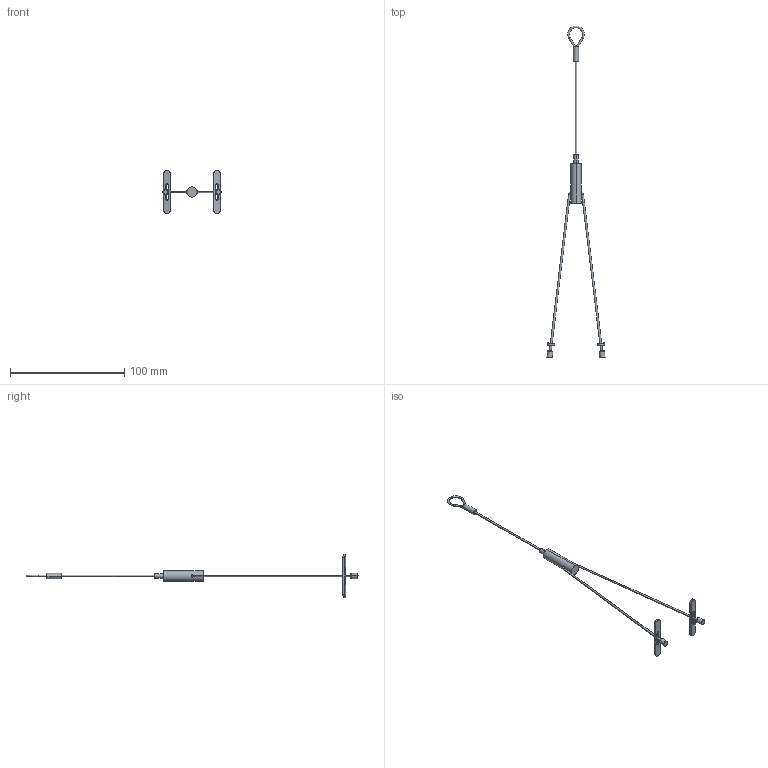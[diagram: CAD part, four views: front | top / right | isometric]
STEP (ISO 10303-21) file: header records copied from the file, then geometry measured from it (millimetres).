
FILE_DESCRIPTION((''),'2;1');
FILE_NAME('211397_ASM','2019-06-24T12:02:26',('pdmadmin'),('BANNER ENGINEERING'),'CREO PARAMETRIC BY PTC INC, 2018300','CREO PARAMETRIC BY PTC INC, 2018300','');
FILE_SCHEMA(('CONFIG_CONTROL_DESIGN'));
Length unit declared in the file: millimetre
Products named in the file (5): 212580-1; 212580-2; 212580-3; 212580-4; 211397_ASM
Assembly tree (5 placements, depth 2):
  211397_ASM
    212580-1
    212580-2
    212580-3
    212580-4  x2
Bounding box: 50.96 x 290.96 x 38 mm (x, y, z)
Volume: 4302.4 mm3; surface area: 5019 mm2
Topology: 5 solids, 5 shells, 68 faces, 142 edges, 88 vertices
Faces by surface type: cylinder 32, plane 22, torus 14
Entity records: 1757 total; most frequent: CARTESIAN_POINT 350, DIRECTION 316, ORIENTED_EDGE 236, AXIS2_PLACEMENT_3D 138, EDGE_CURVE 118, VERTEX_POINT 72, CIRCLE 70, EDGE_LOOP 68
